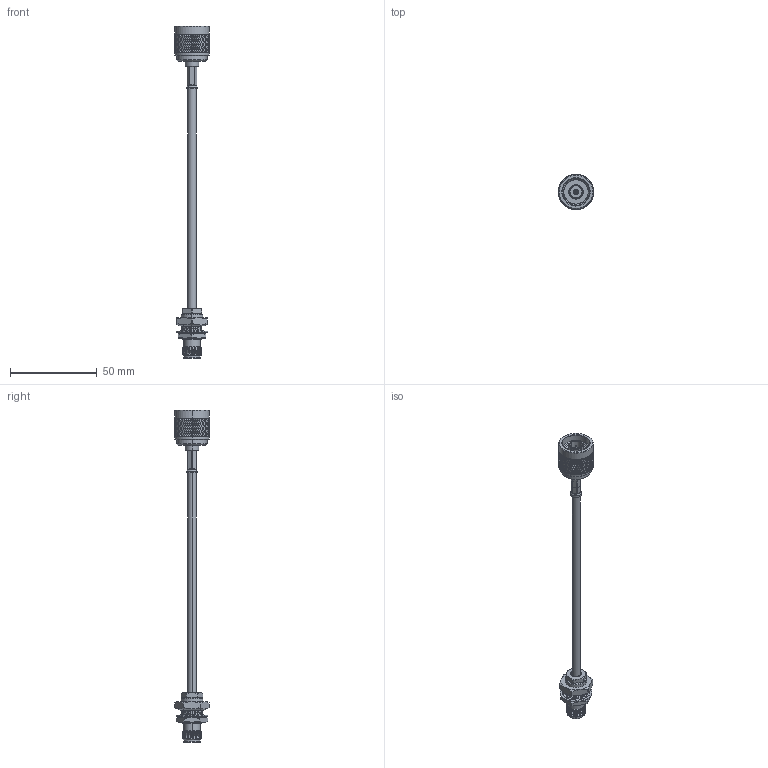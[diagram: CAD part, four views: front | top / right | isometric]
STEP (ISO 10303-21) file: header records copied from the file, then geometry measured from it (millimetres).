
FILE_DESCRIPTION (( 'STEP AP203' ), '1' );
FILE_NAME ('PE3W07264.step', '2020-09-09T16:41:17', ( '' ), ( '' ), 'SwSTEP 2.0', 'SolidWorks 2018', '' );
FILE_SCHEMA (( 'CONFIG_CONTROL_DESIGN' ));
Length unit declared in the file: inch
Products named in the file (4): PE3W07264; RG400U^PE3W07264_RG400; PE4042^PE3W07264_CRIMPED; PE4152^PE3W07264
Assembly tree (3 placements, depth 2):
  PE3W07264
    RG400U^PE3W07264_RG400
    PE4042^PE3W07264_CRIMPED
    PE4152^PE3W07264
Bounding box: 20.32 x 20.32 x 191.72 mm (x, y, z)
Volume: 10546.6 mm3; surface area: 9447.4 mm2
Topology: 7 solids, 7 shells, 2701 faces, 5987 edges, 3318 vertices
Faces by surface type: bspline 1874, cylinder 612, plane 121, cone 86, torus 8
Entity records: 114664 total; most frequent: CARTESIAN_POINT 76038, ORIENTED_EDGE 11974, EDGE_CURVE 5987, VERTEX_POINT 3318, DIRECTION 2898, EDGE_LOOP 2727, ADVANCED_FACE 2701, FACE_OUTER_BOUND 2701
